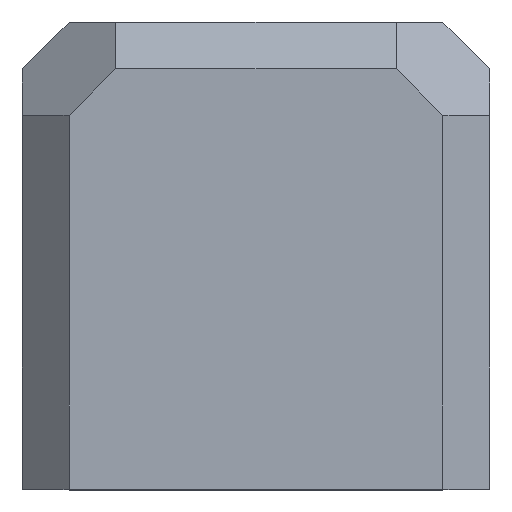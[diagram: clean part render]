
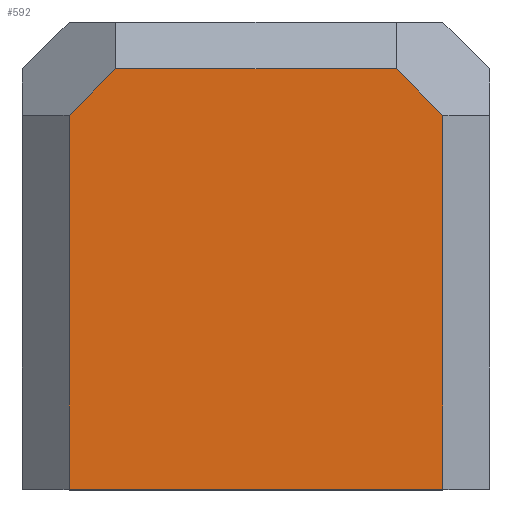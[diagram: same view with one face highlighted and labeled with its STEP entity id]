
A CAD part, top view. The second image highlights one B-rep face of the part: STEP entity #592.
In plain terms, the highlighted planar face has unit normal (0, 0, 1).
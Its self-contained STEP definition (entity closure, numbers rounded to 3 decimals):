
#81=FACE_OUTER_BOUND('',#122,.T.);
#122=EDGE_LOOP('',(#507,#508,#509,#510,#511,#512));
#135=LINE('',#849,#194);
#140=LINE('',#859,#199);
#153=LINE('',#886,#212);
#161=LINE('',#901,#220);
#165=LINE('',#907,#224);
#171=LINE('',#925,#230);
#194=VECTOR('',#678,10.);
#199=VECTOR('',#685,10.);
#212=VECTOR('',#706,10.);
#220=VECTOR('',#716,10.);
#224=VECTOR('',#724,10.);
#230=VECTOR('',#748,10.);
#252=VERTEX_POINT('',#846);
#253=VERTEX_POINT('',#848);
#257=VERTEX_POINT('',#857);
#266=VERTEX_POINT('',#884);
#267=VERTEX_POINT('',#885);
#272=VERTEX_POINT('',#897);
#302=EDGE_CURVE('',#252,#253,#135,.T.);
#307=EDGE_CURVE('',#257,#252,#140,.T.);
#320=EDGE_CURVE('',#266,#267,#153,.T.);
#328=EDGE_CURVE('',#267,#272,#161,.T.);
#332=EDGE_CURVE('',#253,#266,#165,.T.);
#341=EDGE_CURVE('',#272,#257,#171,.T.);
#507=ORIENTED_EDGE('',*,*,#307,.F.);
#508=ORIENTED_EDGE('',*,*,#341,.F.);
#509=ORIENTED_EDGE('',*,*,#328,.F.);
#510=ORIENTED_EDGE('',*,*,#320,.F.);
#511=ORIENTED_EDGE('',*,*,#332,.F.);
#512=ORIENTED_EDGE('',*,*,#302,.F.);
#540=PLANE('',#657);
#592=ADVANCED_FACE('',(#81),#540,.T.);
#657=AXIS2_PLACEMENT_3D('',#980,#818,#819);
#678=DIRECTION('',(0.707,0.707,0.));
#685=DIRECTION('',(0.,1.,0.));
#706=DIRECTION('',(0.707,-0.707,0.));
#716=DIRECTION('',(0.,-1.,0.));
#724=DIRECTION('',(1.,0.,0.));
#748=DIRECTION('',(-1.,0.,0.));
#818=DIRECTION('center_axis',(0.,0.,1.));
#819=DIRECTION('ref_axis',(1.,0.,0.));
#846=CARTESIAN_POINT('',(-10.,20.,12.5));
#848=CARTESIAN_POINT('',(-7.5,22.5,12.5));
#849=CARTESIAN_POINT('',(-16.25,13.75,12.5));
#857=CARTESIAN_POINT('',(-10.,0.,12.5));
#859=CARTESIAN_POINT('',(-10.,0.,12.5));
#884=CARTESIAN_POINT('',(7.5,22.5,12.5));
#885=CARTESIAN_POINT('',(10.,20.,12.5));
#886=CARTESIAN_POINT('',(9.375,20.625,12.5));
#897=CARTESIAN_POINT('',(10.,0.,12.5));
#901=CARTESIAN_POINT('',(10.,0.,12.5));
#907=CARTESIAN_POINT('',(-6.25,22.5,12.5));
#925=CARTESIAN_POINT('',(12.5,0.,12.5));
#980=CARTESIAN_POINT('Origin',(-12.5,0.,12.5));
